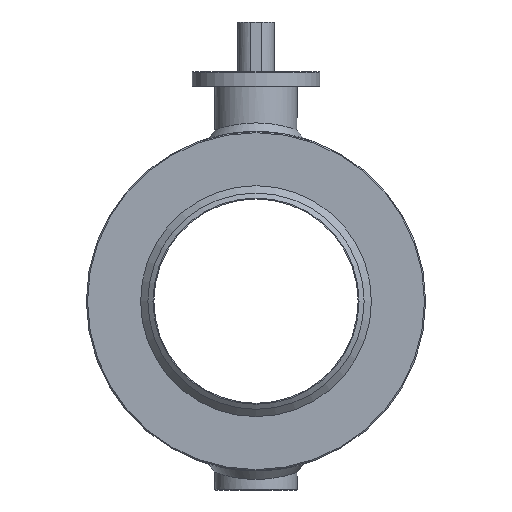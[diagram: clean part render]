
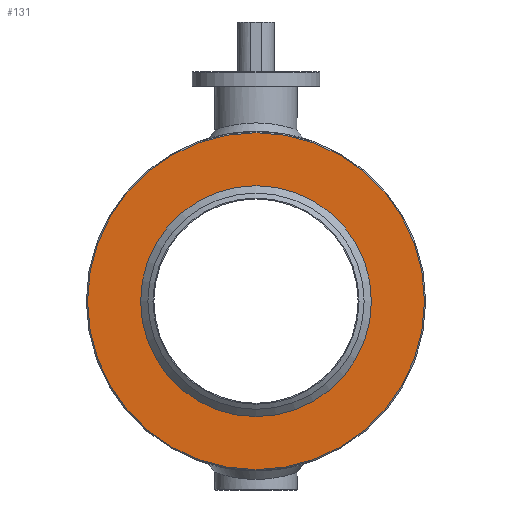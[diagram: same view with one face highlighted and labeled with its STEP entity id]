
A CAD part, left-side view. The second image highlights one B-rep face of the part: STEP entity #131.
In plain terms, the highlighted planar face has unit normal (-1, 0, 0).
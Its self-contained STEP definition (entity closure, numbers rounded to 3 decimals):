
#131 = ADVANCED_FACE( '', ( #297, #298 ), #299, .F. );
#297 = FACE_BOUND( '', #748, .T. );
#298 = FACE_OUTER_BOUND( '', #749, .T. );
#299 = PLANE( '', #750 );
#748 = EDGE_LOOP( '', ( #1015 ) );
#749 = EDGE_LOOP( '', ( #1016 ) );
#750 = AXIS2_PLACEMENT_3D( '', #1017, #1018, #1019 );
#1015 = ORIENTED_EDGE( '', *, *, #1183, .T. );
#1016 = ORIENTED_EDGE( '', *, *, #1185, .T. );
#1017 = CARTESIAN_POINT( '', ( -245.3, 0., 279. ) );
#1018 = DIRECTION( '', ( 1., 0., 0. ) );
#1019 = DIRECTION( '', ( 0., 0., -1. ) );
#1183 = EDGE_CURVE( '', #1345, #1345, #1346, .T. );
#1185 = EDGE_CURVE( '', #1348, #1348, #1349, .F. );
#1345 = VERTEX_POINT( '', #1798 );
#1346 = CIRCLE( '', #1799, 189.8 );
#1348 = VERTEX_POINT( '', #1801 );
#1349 = CIRCLE( '', #1802, 277. );
#1798 = CARTESIAN_POINT( '', ( -245.3, 0., -189.8 ) );
#1799 = AXIS2_PLACEMENT_3D( '', #1941, #1942, #1943 );
#1801 = CARTESIAN_POINT( '', ( -245.3, 0., -277. ) );
#1802 = AXIS2_PLACEMENT_3D( '', #1944, #1945, #1946 );
#1941 = CARTESIAN_POINT( '', ( -245.3, 0., 0. ) );
#1942 = DIRECTION( '', ( 1., 0., 0. ) );
#1943 = DIRECTION( '', ( 0., 0., -1. ) );
#1944 = CARTESIAN_POINT( '', ( -245.3, 0., 0. ) );
#1945 = DIRECTION( '', ( 1., 0., 0. ) );
#1946 = DIRECTION( '', ( 0., 0., -1. ) );
